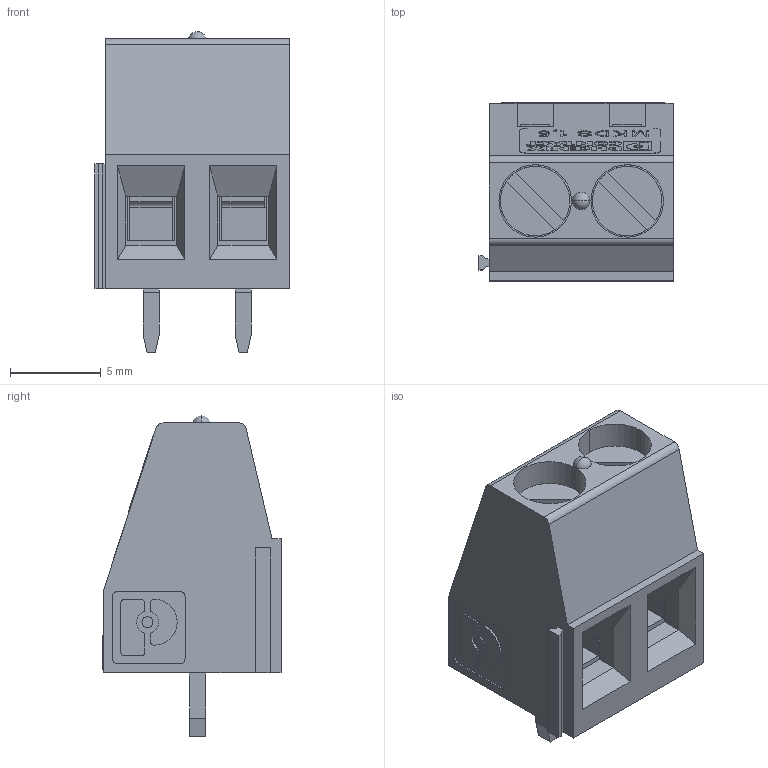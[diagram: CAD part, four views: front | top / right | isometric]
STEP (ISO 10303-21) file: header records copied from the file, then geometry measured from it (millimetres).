
FILE_DESCRIPTION(('STEP AP214'),'1');
FILE_NAME('cctmp_D255CCAE-F0BA-4DA6-AC04-B1618289D812_2023_08_21_07_17_35_0763_10104..stp','2023-08-21T07:17:36',('PHOENIX CONTACT Deutschland GmbH'),('CADClick - www.CADClick.com'),'Spatial InterOp 3D',' ','unknown authorization');
FILE_SCHEMA(('AUTOMOTIVE_DESIGN'));
Length unit declared in the file: millimetre
Products named in the file (8): 2023_08_21_07_17_35_0419; 2023_08_21_07_17_35_0763; 2023_08_21_07_17_35_0747; 2023_08_21_07_17_35_0732; 2023_08_21_07_17_35_0716; 2023_08_21_07_17_35_0700; 2023_08_21_07_17_35_0685; 2023_08_21_07_17_35_0653
Assembly tree (7 placements, depth 2):
  2023_08_21_07_17_35_0419
    2023_08_21_07_17_35_0763
    2023_08_21_07_17_35_0747
    2023_08_21_07_17_35_0732
    2023_08_21_07_17_35_0716
    2023_08_21_07_17_35_0700
    2023_08_21_07_17_35_0685
    2023_08_21_07_17_35_0653
Bounding box: 10.73 x 9.83 x 17.7 mm (x, y, z)
Volume: 854.5 mm3; surface area: 1980.7 mm2
Topology: 7 solids, 7 shells, 676 faces, 1848 edges, 1219 vertices
Faces by surface type: plane 573, cylinder 83, extrusion 18, sphere 2
Entity records: 27579 total; most frequent: CARTESIAN_POINT 4659, ORIENTED_EDGE 3692, DIRECTION 3358, EDGE_CURVE 1846, VECTOR 1630, LINE 1612, VERTEX_POINT 1219, AXIS2_PLACEMENT_3D 864
